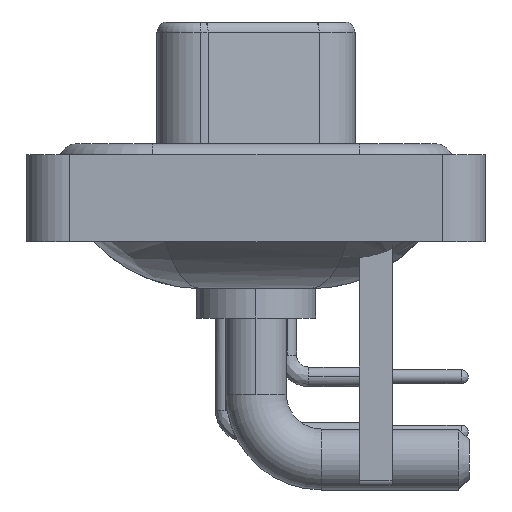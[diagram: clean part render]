
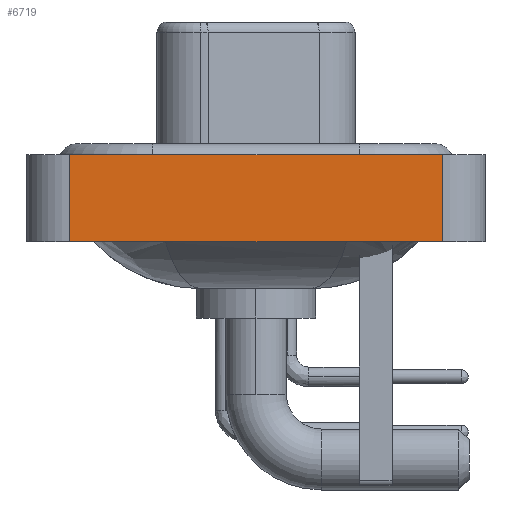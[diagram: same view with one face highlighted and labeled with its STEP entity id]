
A CAD part, left-side view. The second image highlights one B-rep face of the part: STEP entity #6719.
In plain terms, the highlighted planar face has unit normal (-1, 0, 0).
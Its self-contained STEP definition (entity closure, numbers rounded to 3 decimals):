
#1393 = DIRECTION ( 'NONE',  ( -1., 0., 0. ) ) ;
#1397 = CARTESIAN_POINT ( 'NONE',  ( -7.35, 8.55, -3.6 ) ) ;
#3492 = VECTOR ( 'NONE', #13888, 1000. ) ;
#3809 = CARTESIAN_POINT ( 'NONE',  ( -7.35, -8.55, -3.6 ) ) ;
#4080 = ORIENTED_EDGE ( 'NONE', *, *, #11488, .F. ) ;
#4806 = EDGE_CURVE ( 'NONE', #11679, #8756, #24306, .T. ) ;
#5248 = CARTESIAN_POINT ( 'NONE',  ( -7.35, -8.55, 0.4 ) ) ;
#5800 = DIRECTION ( 'NONE',  ( 0., 0., 1. ) ) ;
#6567 = CARTESIAN_POINT ( 'NONE',  ( -7.35, -8.55, -3.6 ) ) ;
#6650 = CARTESIAN_POINT ( 'NONE',  ( -7.35, -8.55, -3.6 ) ) ;
#6719 = ADVANCED_FACE ( 'NONE', ( #10189 ), #8061, .T. ) ;
#7444 = DIRECTION ( 'NONE',  ( 0., 0., 1. ) ) ;
#8061 = PLANE ( 'NONE',  #17721 ) ;
#8225 = EDGE_CURVE ( 'NONE', #10586, #11679, #23987, .T. ) ;
#8756 = VERTEX_POINT ( 'NONE', #9176 ) ;
#9066 = VERTEX_POINT ( 'NONE', #10880 ) ;
#9176 = CARTESIAN_POINT ( 'NONE',  ( -7.35, -8.55, 0.4 ) ) ;
#10051 = DIRECTION ( 'NONE',  ( 0., 0., 1. ) ) ;
#10189 = FACE_OUTER_BOUND ( 'NONE', #15123, .T. ) ;
#10586 = VERTEX_POINT ( 'NONE', #26997 ) ;
#10791 = ORIENTED_EDGE ( 'NONE', *, *, #4806, .T. ) ;
#10880 = CARTESIAN_POINT ( 'NONE',  ( -7.35, 8.55, 0.4 ) ) ;
#11488 = EDGE_CURVE ( 'NONE', #9066, #8756, #11640, .T. ) ;
#11640 = LINE ( 'NONE', #5248, #3492 ) ;
#11679 = VERTEX_POINT ( 'NONE', #6650 ) ;
#13541 = CARTESIAN_POINT ( 'NONE',  ( -7.35, -8.55, -3.6 ) ) ;
#13888 = DIRECTION ( 'NONE',  ( 0., -1., 0. ) ) ;
#14150 = LINE ( 'NONE', #1397, #23989 ) ;
#15123 = EDGE_LOOP ( 'NONE', ( #10791, #4080, #20959, #25659 ) ) ;
#17721 = AXIS2_PLACEMENT_3D ( 'NONE', #3809, #1393, #5800 ) ;
#20959 = ORIENTED_EDGE ( 'NONE', *, *, #24310, .F. ) ;
#21738 = DIRECTION ( 'NONE',  ( 0., -1., 0. ) ) ;
#22793 = VECTOR ( 'NONE', #21738, 1000. ) ;
#23987 = LINE ( 'NONE', #6567, #22793 ) ;
#23989 = VECTOR ( 'NONE', #10051, 1000. ) ;
#24306 = LINE ( 'NONE', #13541, #24366 ) ;
#24310 = EDGE_CURVE ( 'NONE', #10586, #9066, #14150, .T. ) ;
#24366 = VECTOR ( 'NONE', #7444, 1000. ) ;
#25659 = ORIENTED_EDGE ( 'NONE', *, *, #8225, .T. ) ;
#26997 = CARTESIAN_POINT ( 'NONE',  ( -7.35, 8.55, -3.6 ) ) ;
